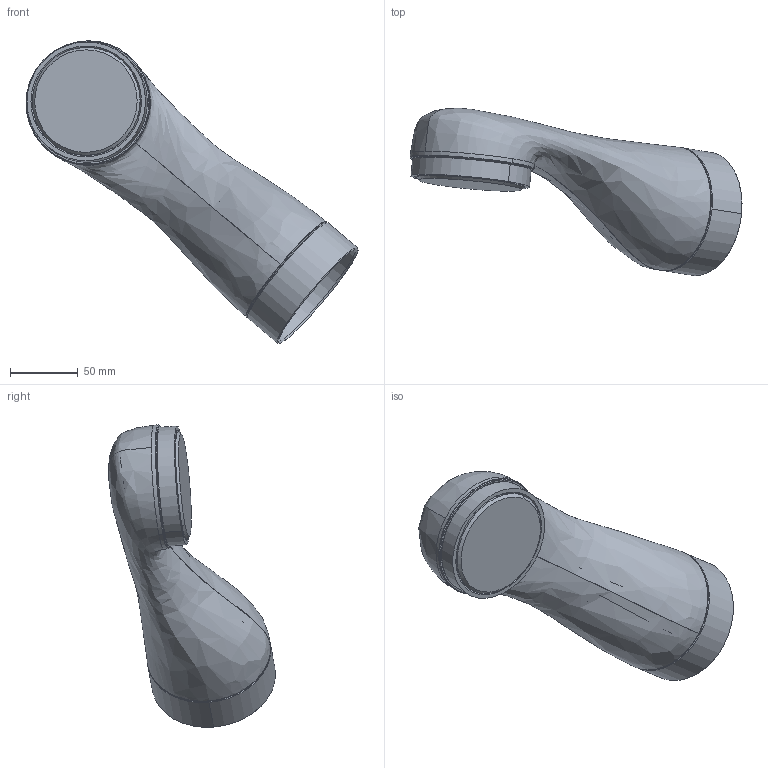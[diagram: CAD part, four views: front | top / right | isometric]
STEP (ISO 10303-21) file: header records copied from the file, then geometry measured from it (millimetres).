
FILE_DESCRIPTION (( 'STEP AP203' ), '1' );
FILE_NAME ('LInk2.STEP', '2025-02-06T07:05:15', ( '' ), ( '' ), 'SwSTEP 2.0', 'SolidWorks 2021', '' );
FILE_SCHEMA (( 'CONFIG_CONTROL_DESIGN' ));
Length unit declared in the file: millimetre
Products named in the file (3): KR10643_1^GEN3 SIMPLIFIED HalfArm1_Kinova Gen3 Modular Robotic Arm(2)_Kinova Gen3 Modular Robotic Arm; GEN3 SIMPLIFIED HALF ARM 1^GEN3 SIMPLIFIED HalfArm1_Kinova Gen3 Modular Robotic Arm(2)_Kinova Gen3 Modular Robotic Arm; LInk2
Assembly tree (3 placements, depth 2):
  LInk2
    KR10643_1^GEN3 SIMPLIFIED HalfArm1_Kinova Gen3 Modular Robotic Arm(2)_Kinova Gen3 Modular Robotic Arm  x2
    GEN3 SIMPLIFIED HALF ARM 1^GEN3 SIMPLIFIED HalfArm1_Kinova Gen3 Modular Robotic Arm(2)_Kinova Gen3 Modular Robotic Arm
Bounding box: 245.25 x 123.39 x 223.43 mm (x, y, z)
Volume: 438376.6 mm3; surface area: 184533.9 mm2
Topology: 6 solids, 6 shells, 165 faces, 347 edges, 200 vertices
Faces by surface type: bspline 79, cone 32, cylinder 32, plane 18, torus 4
Entity records: 13968 total; most frequent: CARTESIAN_POINT 10797, ORIENTED_EDGE 666, DIRECTION 422, EDGE_CURVE 333, VERTEX_POINT 192, AXIS2_PLACEMENT_3D 179, EDGE_LOOP 171, B_SPLINE_CURVE_WITH_KNOTS 169
